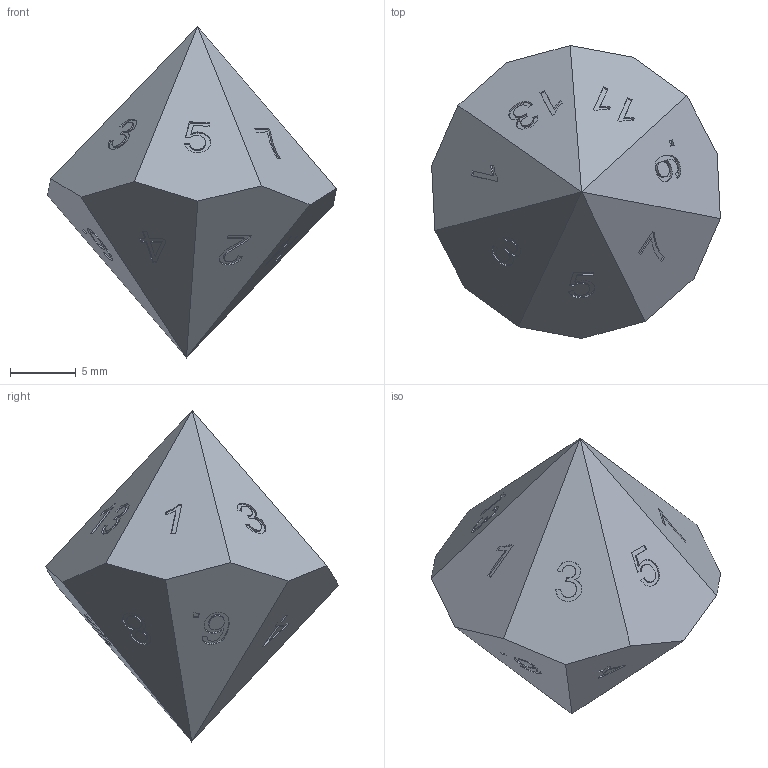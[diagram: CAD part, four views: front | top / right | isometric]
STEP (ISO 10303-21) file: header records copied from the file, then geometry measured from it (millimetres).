
FILE_DESCRIPTION(('HOOPS Exchange Step'),'2;1');
FILE_NAME('temp_export','2024-08-14T14:35:25+08:00',('sharma21'),('Shapr3D Limited'),'HOOPS Exchange 2024.2','Shapr3D','Authorized');
FILE_SCHEMA( ('AP242_MANAGED_MODEL_BASED_3D_ENGINEERING_MIM_LF {1 0 10303 442 1 1 4 }') );
Length unit declared in the file: millimetre
Products named in the file (1): root
Bounding box: 21.98 x 22.3 x 25.27 mm (x, y, z)
Volume: 3181.8 mm3; surface area: 1211.6 mm2
Topology: 1 solids, 1 shells, 204 faces, 514 edges, 340 vertices
Faces by surface type: plane 141, bspline 63
Entity records: 8608 total; most frequent: CARTESIAN_POINT 4099, ORIENTED_EDGE 1028, DIRECTION 674, EDGE_CURVE 514, VECTOR 388, LINE 388, VERTEX_POINT 340, EDGE_LOOP 232
